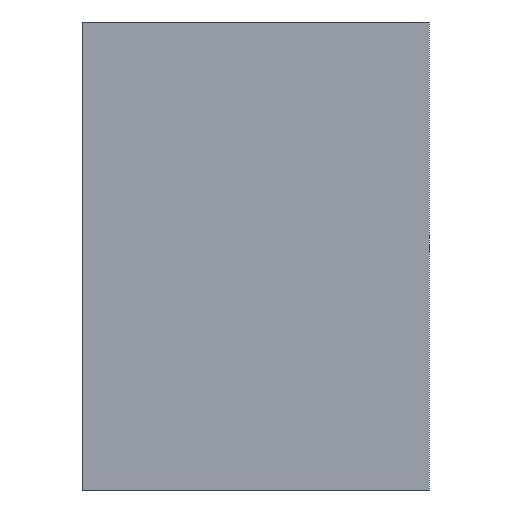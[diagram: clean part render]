
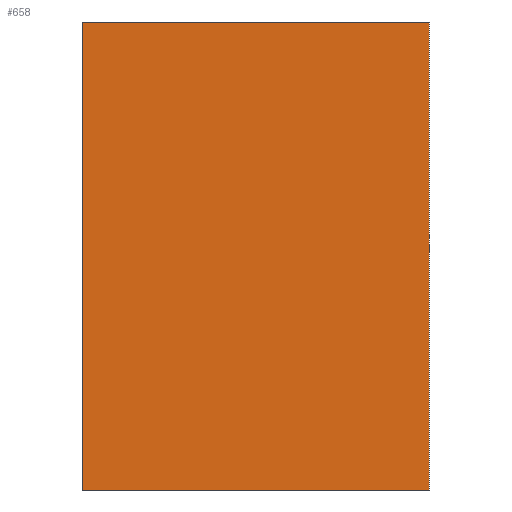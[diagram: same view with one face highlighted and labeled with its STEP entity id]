
A CAD part, left-side view. The second image highlights one B-rep face of the part: STEP entity #658.
In plain terms, the highlighted planar face has unit normal (-1, 0, 0).
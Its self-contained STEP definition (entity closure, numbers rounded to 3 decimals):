
#7 = CARTESIAN_POINT ( 'NONE',  ( -0.5, 0., 0.25 ) ) ;
#56 = CARTESIAN_POINT ( 'NONE',  ( -0.5, 0., -0.25 ) ) ;
#62 = VERTEX_POINT ( 'NONE', #952 ) ;
#82 = EDGE_CURVE ( 'NONE', #62, #764, #219, .T. ) ;
#118 = VECTOR ( 'NONE', #341, 1000. ) ;
#135 = VERTEX_POINT ( 'NONE', #1206 ) ;
#144 = ORIENTED_EDGE ( 'NONE', *, *, #783, .T. ) ;
#206 = DIRECTION ( 'NONE',  ( 0., 0., -1. ) ) ;
#219 = LINE ( 'NONE', #681, #863 ) ;
#320 = VECTOR ( 'NONE', #970, 1000. ) ;
#328 = ORIENTED_EDGE ( 'NONE', *, *, #82, .T. ) ;
#341 = DIRECTION ( 'NONE',  ( 0., -1., 0. ) ) ;
#353 = ORIENTED_EDGE ( 'NONE', *, *, #948, .F. ) ;
#364 = LINE ( 'NONE', #56, #118 ) ;
#445 = VECTOR ( 'NONE', #708, 1000. ) ;
#593 = DIRECTION ( 'NONE',  ( 0., 0., -1. ) ) ;
#607 = CARTESIAN_POINT ( 'NONE',  ( -0.5, 0., 0.25 ) ) ;
#658 = ADVANCED_FACE ( 'NONE', ( #747 ), #955, .F. ) ;
#674 = DIRECTION ( 'NONE',  ( 1., 0., 0. ) ) ;
#681 = CARTESIAN_POINT ( 'NONE',  ( -0.5, 0.37, 0.25 ) ) ;
#708 = DIRECTION ( 'NONE',  ( 0., 0., -1. ) ) ;
#717 = CARTESIAN_POINT ( 'NONE',  ( -0.5, 0., -0.25 ) ) ;
#747 = FACE_OUTER_BOUND ( 'NONE', #1020, .T. ) ;
#764 = VERTEX_POINT ( 'NONE', #803 ) ;
#772 = AXIS2_PLACEMENT_3D ( 'NONE', #7, #674, #593 ) ;
#777 = VERTEX_POINT ( 'NONE', #717 ) ;
#783 = EDGE_CURVE ( 'NONE', #764, #777, #364, .T. ) ;
#803 = CARTESIAN_POINT ( 'NONE',  ( -0.5, 0.37, -0.25 ) ) ;
#813 = ORIENTED_EDGE ( 'NONE', *, *, #924, .F. ) ;
#863 = VECTOR ( 'NONE', #206, 1000. ) ;
#879 = CARTESIAN_POINT ( 'NONE',  ( -0.5, 0., 0.25 ) ) ;
#906 = LINE ( 'NONE', #879, #320 ) ;
#924 = EDGE_CURVE ( 'NONE', #62, #135, #906, .T. ) ;
#948 = EDGE_CURVE ( 'NONE', #135, #777, #1055, .T. ) ;
#952 = CARTESIAN_POINT ( 'NONE',  ( -0.5, 0.37, 0.25 ) ) ;
#955 = PLANE ( 'NONE',  #772 ) ;
#970 = DIRECTION ( 'NONE',  ( 0., -1., 0. ) ) ;
#1020 = EDGE_LOOP ( 'NONE', ( #144, #353, #813, #328 ) ) ;
#1055 = LINE ( 'NONE', #607, #445 ) ;
#1206 = CARTESIAN_POINT ( 'NONE',  ( -0.5, 0., 0.25 ) ) ;
